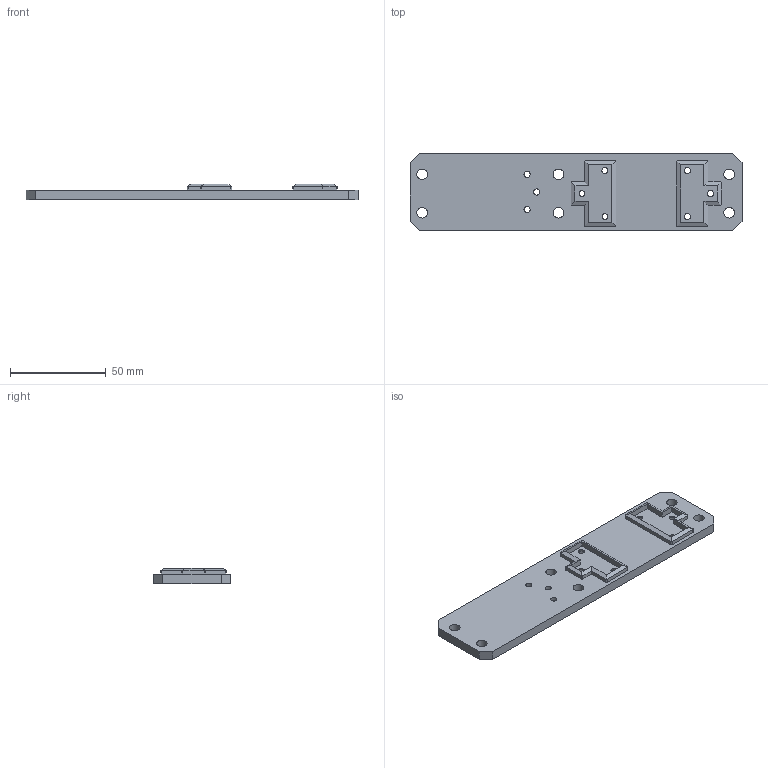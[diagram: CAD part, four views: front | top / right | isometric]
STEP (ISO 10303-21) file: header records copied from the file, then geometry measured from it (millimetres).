
FILE_DESCRIPTION(/* description */ (''),/* implementation_level */ '2;1');
FILE_NAME(/* name */ 'Puller Platte.step',/* time_stamp */ '2022-09-22T17:07:58+02:00',/* author */ (''),/* organization */ (''),/* preprocessor_version */ 'ST-DEVELOPER v19',/* originating_system */ 'Autodesk Translation Framework v11.7.0.108',/* authorisation */ '');
FILE_SCHEMA (('AUTOMOTIVE_DESIGN { 1 0 10303 214 3 1 1 }'));
Length unit declared in the file: millimetre
Products named in the file (1): Puller Complete better Version
Bounding box: 173 x 40.3 x 8 mm (x, y, z)
Volume: 33771.6 mm3; surface area: 17830.1 mm2
Topology: 1 solids, 1 shells, 102 faces, 256 edges, 164 vertices
Faces by surface type: plane 66, cylinder 27, torus 6, bspline 3
Full cylindrical faces by diameter (mm): 5.5 x6, 6.3 x9
Entity records: 3271 total; most frequent: CARTESIAN_POINT 601, DIRECTION 549, ORIENTED_EDGE 512, EDGE_CURVE 256, AXIS2_PLACEMENT_3D 193, VERTEX_POINT 164, LINE 163, VECTOR 163
